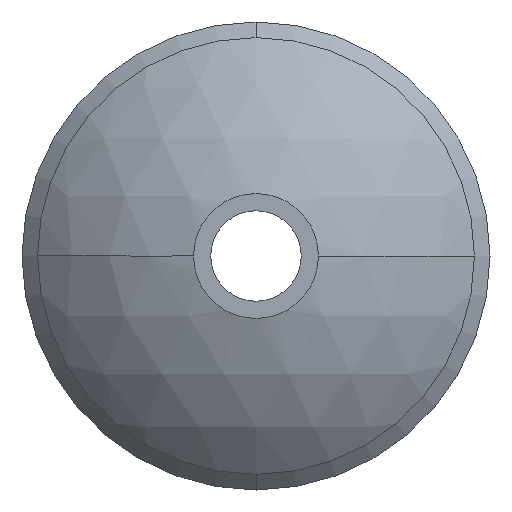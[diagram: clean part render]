
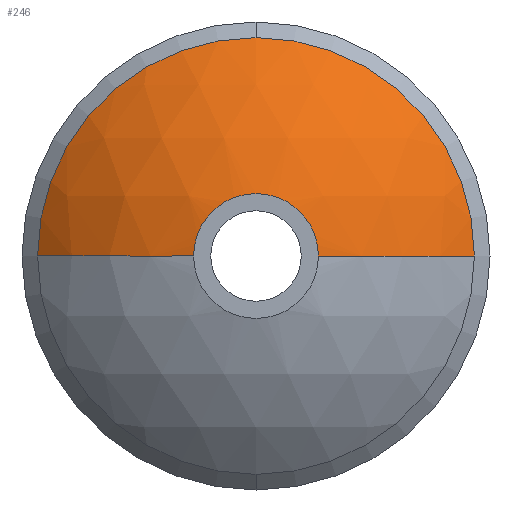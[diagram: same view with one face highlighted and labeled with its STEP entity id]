
A CAD part, front view. The second image highlights one B-rep face of the part: STEP entity #246.
In plain terms, the highlighted spherical face has radius 20 mm.
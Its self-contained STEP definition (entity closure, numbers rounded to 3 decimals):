
#35 = VERTEX_POINT ( 'NONE', #937 ) ;
#43 = CARTESIAN_POINT ( 'NONE',  ( 14., 5.313, 0. ) ) ;
#59 = EDGE_CURVE ( 'NONE', #649, #35, #659, .T. ) ;
#64 = AXIS2_PLACEMENT_3D ( 'NONE', #918, #836, #704 ) ;
#73 = ORIENTED_EDGE ( 'NONE', *, *, #59, .F. ) ;
#148 = DIRECTION ( 'NONE',  ( 0., -1., 0. ) ) ;
#152 = DIRECTION ( 'NONE',  ( 0., 0., -1. ) ) ;
#153 = DIRECTION ( 'NONE',  ( 1., 0., 0. ) ) ;
#171 = AXIS2_PLACEMENT_3D ( 'NONE', #726, #272, #430 ) ;
#216 = SPHERICAL_SURFACE ( 'NONE', #528, 20. ) ;
#246 = ADVANCED_FACE ( 'NONE', ( #432 ), #216, .T. ) ;
#256 = DIRECTION ( 'NONE',  ( 0., 0., -1. ) ) ;
#268 = AXIS2_PLACEMENT_3D ( 'NONE', #825, #148, #152 ) ;
#272 = DIRECTION ( 'NONE',  ( 0., -1., 0. ) ) ;
#302 = CARTESIAN_POINT ( 'NONE',  ( -14., 5.313, 0. ) ) ;
#311 = CIRCLE ( 'NONE', #64, 14. ) ;
#312 = EDGE_LOOP ( 'NONE', ( #617, #438, #550, #954, #73 ) ) ;
#331 = VERTEX_POINT ( 'NONE', #378 ) ;
#341 = CARTESIAN_POINT ( 'NONE',  ( 0., 19.596, 0. ) ) ;
#378 = CARTESIAN_POINT ( 'NONE',  ( -4., 0., 0. ) ) ;
#394 = EDGE_CURVE ( 'NONE', #406, #331, #690, .T. ) ;
#406 = VERTEX_POINT ( 'NONE', #302 ) ;
#422 = DIRECTION ( 'NONE',  ( 0., 0., 1. ) ) ;
#430 = DIRECTION ( 'NONE',  ( 0., 0., -1. ) ) ;
#432 = FACE_OUTER_BOUND ( 'NONE', #312, .T. ) ;
#438 = ORIENTED_EDGE ( 'NONE', *, *, #752, .T. ) ;
#479 = VERTEX_POINT ( 'NONE', #619 ) ;
#516 = CIRCLE ( 'NONE', #171, 4. ) ;
#523 = CARTESIAN_POINT ( 'NONE',  ( 0., 19.596, 0. ) ) ;
#528 = AXIS2_PLACEMENT_3D ( 'NONE', #341, #422, #966 ) ;
#548 = CARTESIAN_POINT ( 'NONE',  ( 0., 19.596, 0. ) ) ;
#550 = ORIENTED_EDGE ( 'NONE', *, *, #394, .T. ) ;
#584 = CIRCLE ( 'NONE', #268, 14. ) ;
#617 = ORIENTED_EDGE ( 'NONE', *, *, #934, .T. ) ;
#619 = CARTESIAN_POINT ( 'NONE',  ( 0., 5.313, 14. ) ) ;
#649 = VERTEX_POINT ( 'NONE', #43 ) ;
#659 = CIRCLE ( 'NONE', #960, 20. ) ;
#678 = EDGE_CURVE ( 'NONE', #35, #331, #516, .T. ) ;
#690 = CIRCLE ( 'NONE', #897, 20. ) ;
#704 = DIRECTION ( 'NONE',  ( 0., 0., -1. ) ) ;
#726 = CARTESIAN_POINT ( 'NONE',  ( 0., 0., 0. ) ) ;
#752 = EDGE_CURVE ( 'NONE', #479, #406, #584, .T. ) ;
#825 = CARTESIAN_POINT ( 'NONE',  ( 0., 5.313, 0. ) ) ;
#833 = DIRECTION ( 'NONE',  ( 0., 0., 1. ) ) ;
#836 = DIRECTION ( 'NONE',  ( 0., -1., 0. ) ) ;
#861 = DIRECTION ( 'NONE',  ( -1., 0., 0. ) ) ;
#897 = AXIS2_PLACEMENT_3D ( 'NONE', #523, #833, #153 ) ;
#918 = CARTESIAN_POINT ( 'NONE',  ( 0., 5.313, 0. ) ) ;
#934 = EDGE_CURVE ( 'NONE', #649, #479, #311, .T. ) ;
#937 = CARTESIAN_POINT ( 'NONE',  ( 4., 0., 0. ) ) ;
#954 = ORIENTED_EDGE ( 'NONE', *, *, #678, .F. ) ;
#960 = AXIS2_PLACEMENT_3D ( 'NONE', #548, #256, #861 ) ;
#966 = DIRECTION ( 'NONE',  ( 1., 0., 0. ) ) ;
